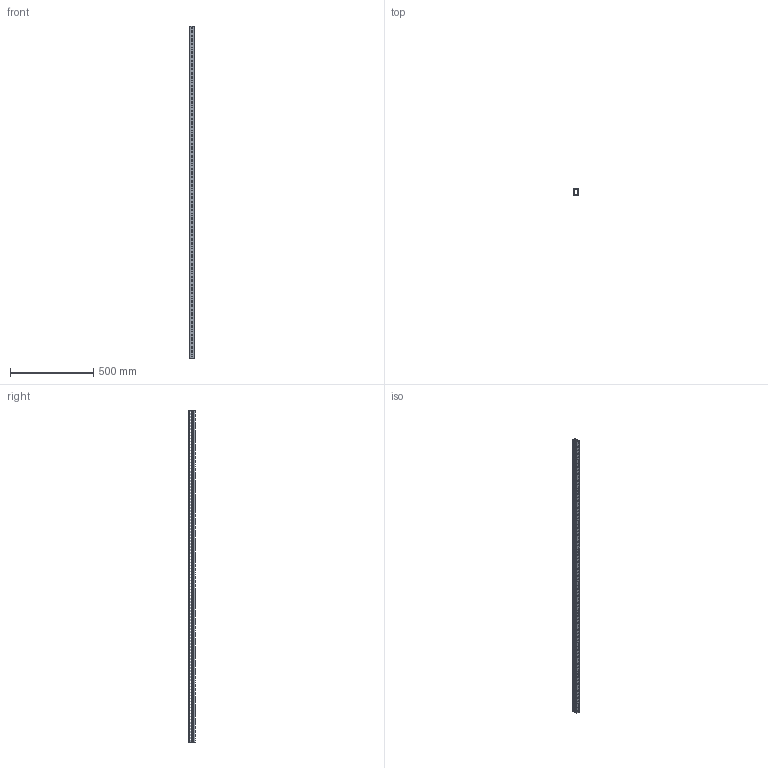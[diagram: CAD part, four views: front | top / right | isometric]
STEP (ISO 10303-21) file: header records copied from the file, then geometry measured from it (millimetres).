
FILE_DESCRIPTION (( 'STEP AP203' ), '1' );
FILE_NAME ('CKK50-025-040-1-K03 Êàáåëü êàíàë ïåðôîðèðîâàííûé 25õ40 øàã 4õ5 ÈÌÏÀÊÒ IEK.STEP', '2016-06-15T07:30:36', ( '' ), ( '' ), 'SwSTEP 2.0', 'SolidWorks 2014', '' );
FILE_SCHEMA (( 'CONFIG_CONTROL_DESIGN' ));
Products named in the file (1): CKK50-025-040-1-K03 Êàáåëü êàíàë ïåðôîðèðîâàííûé 25õ40 øàã 4õ5 ÈÌÏÀÊÒ IEK
Bounding box: 25 x 40 x 2000 mm (x, y, z)
Volume: 279178 mm3; surface area: 490428.4 mm2
Topology: 2 solids, 2 shells, 7452 faces, 22344 edges, 14896 vertices
Faces by surface type: plane 6404, cylinder 1048
Entity records: 248319 total; most frequent: CARTESIAN_POINT 44693, ORIENTED_EDGE 44688, DIRECTION 39346, EDGE_CURVE 22344, LINE 20248, VECTOR 20248, VERTEX_POINT 14896, AXIS2_PLACEMENT_3D 9549
